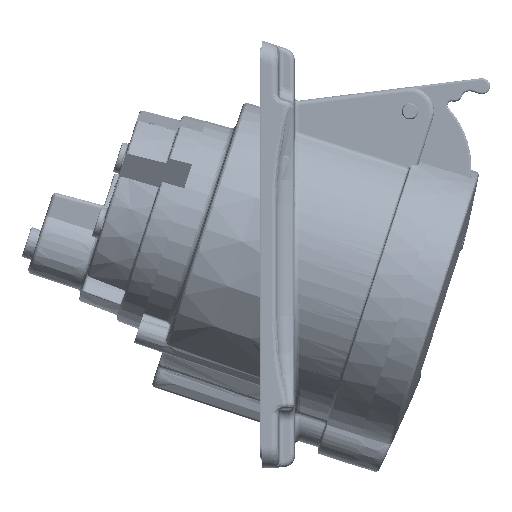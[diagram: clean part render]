
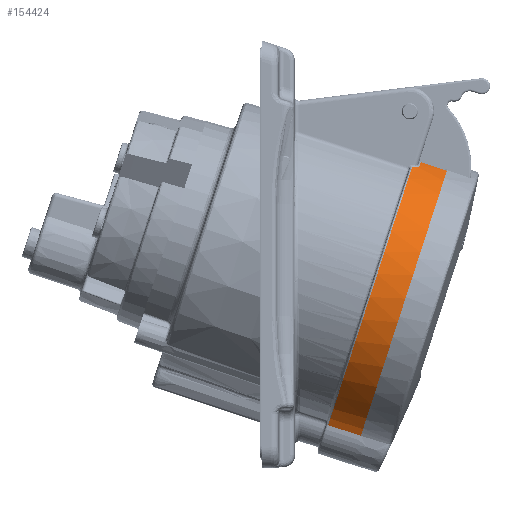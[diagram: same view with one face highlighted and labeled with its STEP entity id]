
A CAD part, left-side view. The second image highlights one B-rep face of the part: STEP entity #154424.
In plain terms, the highlighted cylindrical face has radius 36 mm (diameter 72 mm), a partial arc.
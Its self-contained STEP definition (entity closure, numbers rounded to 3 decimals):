
#2209 = CARTESIAN_POINT ( 'NONE',  ( -15.018, -133.534, 11.107 ) ) ;
#3552 = CARTESIAN_POINT ( 'NONE',  ( -14.598, -133.64, 11.271 ) ) ;
#3626 = DIRECTION ( 'NONE',  ( 0., 0.309, -0.951 ) ) ;
#7692 = CARTESIAN_POINT ( 'NONE',  ( -16.088, -132.548, 10.888 ) ) ;
#10653 = EDGE_CURVE ( 'NONE', #144966, #48753, #200090, .T. ) ;
#17201 =( BOUNDED_CURVE ( )  B_SPLINE_CURVE ( 3, ( #176250, #218125, #47944, #111987 ),
 .UNSPECIFIED., .F., .F. ) 
 B_SPLINE_CURVE_WITH_KNOTS ( ( 4, 4 ),
 ( 1.223, 1.224 ),
 .UNSPECIFIED. ) 
 CURVE ( )  GEOMETRIC_REPRESENTATION_ITEM ( )  RATIONAL_B_SPLINE_CURVE ( ( 1., 1., 1., 1. ) ) 
 REPRESENTATION_ITEM ( '' )  );
#21785 = CARTESIAN_POINT ( 'NONE',  ( -15.718, -133.066, 10.911 ) ) ;
#23599 = CARTESIAN_POINT ( 'NONE',  ( -15.416, -133.323, 10.98 ) ) ;
#23997 = CARTESIAN_POINT ( 'NONE',  ( -0.001, -123.471, -20.026 ) ) ;
#24193 = DIRECTION ( 'NONE',  ( 0., 0.309, -0.951 ) ) ;
#26937 = ORIENTED_EDGE ( 'NONE', *, *, #89782, .T. ) ;
#28173 = CARTESIAN_POINT ( 'NONE',  ( -16.275, -131.778, 11.039 ) ) ;
#28605 = CYLINDRICAL_SURFACE ( 'NONE', #164177, 36. ) ;
#33128 = EDGE_LOOP ( 'NONE', ( #63634, #139061, #163261, #26937, #160482, #254356 ) ) ;
#40668 = AXIS2_PLACEMENT_3D ( 'NONE', #68030, #172239, #258724 ) ;
#43856 = LINE ( 'NONE', #241097, #256790 ) ;
#46841 = CARTESIAN_POINT ( 'NONE',  ( -15.118, -133.491, 11.072 ) ) ;
#47944 = CARTESIAN_POINT ( 'NONE',  ( -12.24, -136.09, 11.472 ) ) ;
#48753 = VERTEX_POINT ( 'NONE', #131498 ) ;
#63634 = ORIENTED_EDGE ( 'NONE', *, *, #190791, .F. ) ;
#68030 = CARTESIAN_POINT ( 'NONE',  ( -0.001, -121.855, -19.501 ) ) ;
#89782 = EDGE_CURVE ( 'NONE', #135251, #144966, #236366, .T. ) ;
#89880 = DIRECTION ( 'NONE',  ( 0., -0.951, -0.309 ) ) ;
#90397 = CARTESIAN_POINT ( 'NONE',  ( -16.124, -132.471, 10.894 ) ) ;
#91328 = CARTESIAN_POINT ( 'NONE',  ( -16.228, -132.222, 10.92 ) ) ;
#105602 = CIRCLE ( 'NONE', #220741, 36. ) ;
#107900 = VERTEX_POINT ( 'NONE', #259968 ) ;
#109537 = CARTESIAN_POINT ( 'NONE',  ( -0.001, -129.938, -22.127 ) ) ;
#109948 = CARTESIAN_POINT ( 'NONE',  ( -14.598, -133.64, 11.271 ) ) ;
#111987 = CARTESIAN_POINT ( 'NONE',  ( -12.22, -133.935, 12.179 ) ) ;
#113635 = CARTESIAN_POINT ( 'NONE',  ( -15.839, -132.937, 10.891 ) ) ;
#130999 = DIRECTION ( 'NONE',  ( 0., -0.951, -0.309 ) ) ;
#131498 = CARTESIAN_POINT ( 'NONE',  ( -16.275, -131.778, 11.039 ) ) ;
#132104 = EDGE_CURVE ( 'NONE', #107900, #215438, #105602, .T. ) ;
#134170 = CARTESIAN_POINT ( 'NONE',  ( -16.05, -132.625, 10.883 ) ) ;
#135251 = VERTEX_POINT ( 'NONE', #218874 ) ;
#139061 = ORIENTED_EDGE ( 'NONE', *, *, #132104, .F. ) ;
#144966 = VERTEX_POINT ( 'NONE', #3552 ) ;
#146755 = CARTESIAN_POINT ( 'NONE',  ( -7.247, -119.042, -55.665 ) ) ;
#149117 = CARTESIAN_POINT ( 'NONE',  ( -15.678, -133.106, 10.918 ) ) ;
#150993 = CARTESIAN_POINT ( 'NONE',  ( -15.321, -133.384, 11.007 ) ) ;
#154424 = ADVANCED_FACE ( 'NONE', ( #184979 ), #28605, .T. ) ;
#160482 = ORIENTED_EDGE ( 'NONE', *, *, #10653, .T. ) ;
#163261 = ORIENTED_EDGE ( 'NONE', *, *, #274232, .T. ) ;
#164177 = AXIS2_PLACEMENT_3D ( 'NONE', #109537, #130999, #3626 ) ;
#167420 = VERTEX_POINT ( 'NONE', #236458 ) ;
#170562 = CARTESIAN_POINT ( 'NONE',  ( -15.737, -133.046, 10.907 ) ) ;
#172239 = DIRECTION ( 'NONE',  ( 0., -0.951, -0.309 ) ) ;
#173289 = CARTESIAN_POINT ( 'NONE',  ( -14.705, -133.626, 11.226 ) ) ;
#174213 = CARTESIAN_POINT ( 'NONE',  ( -14.811, -133.601, 11.184 ) ) ;
#176250 = CARTESIAN_POINT ( 'NONE',  ( -12.28, -140.396, 10.058 ) ) ;
#184979 = FACE_OUTER_BOUND ( 'NONE', #33128, .T. ) ;
#190791 = EDGE_CURVE ( 'NONE', #215438, #167420, #43856, .T. ) ;
#192864 = CARTESIAN_POINT ( 'NONE',  ( -15.616, -133.165, 10.931 ) ) ;
#194433 = EDGE_CURVE ( 'NONE', #48753, #167420, #205518, .T. ) ;
#196517 = CARTESIAN_POINT ( 'NONE',  ( -15.912, -132.844, 10.883 ) ) ;
#200090 = B_SPLINE_CURVE_WITH_KNOTS ( 'NONE', 3,
 ( #109948, #173289, #174213, #2209, #46841, #150993, #23599, #215150, #192864, #149117, #21785, #170562, #113635, #196517, #217949, #134170, #7692, #241125, #90397, #91328, #239301, #28173 ),
 .UNSPECIFIED., .F., .F.,
 ( 4, 2, 2, 2, 1, 2, 2, 2, 1, 2, 2, 4 ),
 ( 0., 0.125, 0.25, 0.375, 0.438, 0.469, 0.5, 0.625, 0.687, 0.719, 0.75, 1. ),
 .UNSPECIFIED. ) ;
#205518 = CIRCLE ( 'NONE', #40668, 36. ) ;
#214626 = DIRECTION ( 'NONE',  ( 0., 0.309, -0.951 ) ) ;
#215150 = CARTESIAN_POINT ( 'NONE',  ( -15.551, -133.22, 10.946 ) ) ;
#215438 = VERTEX_POINT ( 'NONE', #146755 ) ;
#216669 = DIRECTION ( 'NONE',  ( 0., -0.951, -0.309 ) ) ;
#217949 = CARTESIAN_POINT ( 'NONE',  ( -16.006, -132.699, 10.882 ) ) ;
#218125 = CARTESIAN_POINT ( 'NONE',  ( -12.26, -138.243, 10.765 ) ) ;
#218874 = CARTESIAN_POINT ( 'NONE',  ( -12.22, -133.935, 12.179 ) ) ;
#220741 = AXIS2_PLACEMENT_3D ( 'NONE', #275315, #216669, #24193 ) ;
#236366 = CIRCLE ( 'NONE', #250124, 36. ) ;
#236458 = CARTESIAN_POINT ( 'NONE',  ( -7.247, -110.958, -53.038 ) ) ;
#239301 = CARTESIAN_POINT ( 'NONE',  ( -16.275, -132., 10.967 ) ) ;
#241097 = CARTESIAN_POINT ( 'NONE',  ( -7.247, -119.042, -55.665 ) ) ;
#241125 = CARTESIAN_POINT ( 'NONE',  ( -16.113, -132.496, 10.892 ) ) ;
#250124 = AXIS2_PLACEMENT_3D ( 'NONE', #23997, #89880, #214626 ) ;
#254356 = ORIENTED_EDGE ( 'NONE', *, *, #194433, .T. ) ;
#256790 = VECTOR ( 'NONE', #262495, 1000. ) ;
#258724 = DIRECTION ( 'NONE',  ( 0., 0.309, -0.951 ) ) ;
#259968 = CARTESIAN_POINT ( 'NONE',  ( -12.28, -140.396, 10.058 ) ) ;
#262495 = DIRECTION ( 'NONE',  ( 0., 0.951, 0.309 ) ) ;
#274232 = EDGE_CURVE ( 'NONE', #107900, #135251, #17201, .T. ) ;
#275315 = CARTESIAN_POINT ( 'NONE',  ( -0.001, -129.938, -22.127 ) ) ;
